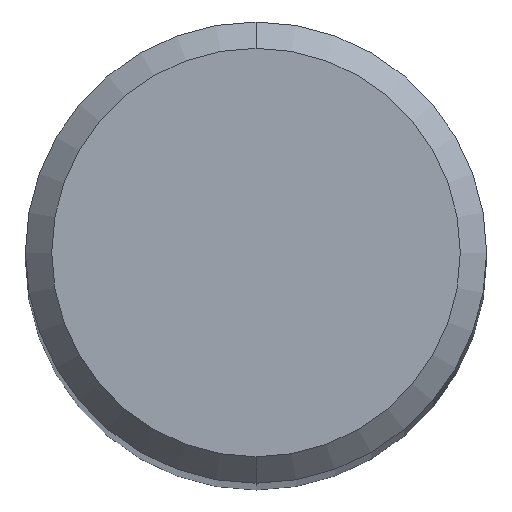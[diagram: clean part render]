
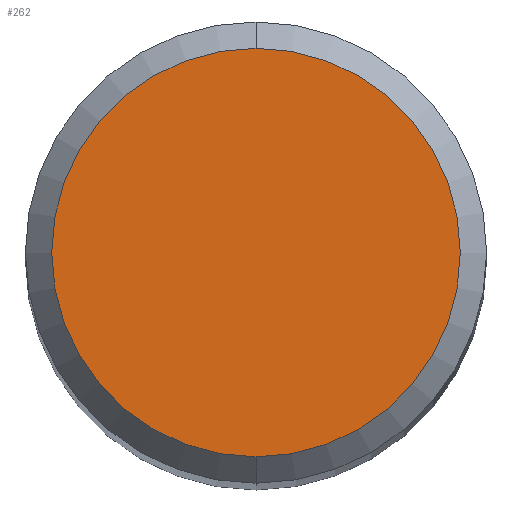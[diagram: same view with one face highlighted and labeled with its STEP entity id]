
A CAD part, top view. The second image highlights one B-rep face of the part: STEP entity #262.
In plain terms, the highlighted planar face has unit normal (0, 0, 1).
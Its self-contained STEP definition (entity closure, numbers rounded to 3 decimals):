
#262=ADVANCED_FACE('',(#574),#575,.T.);
#316=VERTEX_POINT('',#635);
#320=EDGE_CURVE('',#316,#448,#639,.T.);
#414=EDGE_CURVE('',#448,#316,#742,.T.);
#448=VERTEX_POINT('',#778);
#574=FACE_OUTER_BOUND('',#958,.T.);
#575=PLANE('',#959);
#635=CARTESIAN_POINT('',(0.0,3.1,0.0));
#639=CIRCLE('',#1095,3.1);
#742=CIRCLE('',#1346,3.1);
#778=CARTESIAN_POINT('',(0.,-3.1,0.0));
#958=EDGE_LOOP('',(#1546,#1547));
#959=AXIS2_PLACEMENT_3D('',#1548,#1549,#1550);
#1095=AXIS2_PLACEMENT_3D('',#1616,#1617,#1618);
#1346=AXIS2_PLACEMENT_3D('',#1722,#1723,#1724);
#1546=ORIENTED_EDGE('',*,*,#320,.F.);
#1547=ORIENTED_EDGE('',*,*,#414,.F.);
#1548=CARTESIAN_POINT('',(0.0,1.55,0.0));
#1549=DIRECTION('',(-0.0,0.0,1.0));
#1550=DIRECTION('',(0.0,-1.0,0.0));
#1616=CARTESIAN_POINT('',(0.0,0.0,0.0));
#1617=DIRECTION('',(0.0,0.0,-1.0));
#1618=DIRECTION('',(0.0,1.0,0.0));
#1722=CARTESIAN_POINT('',(0.0,0.0,0.0));
#1723=DIRECTION('',(0.0,0.0,-1.0));
#1724=DIRECTION('',(0.0,1.0,0.0));
